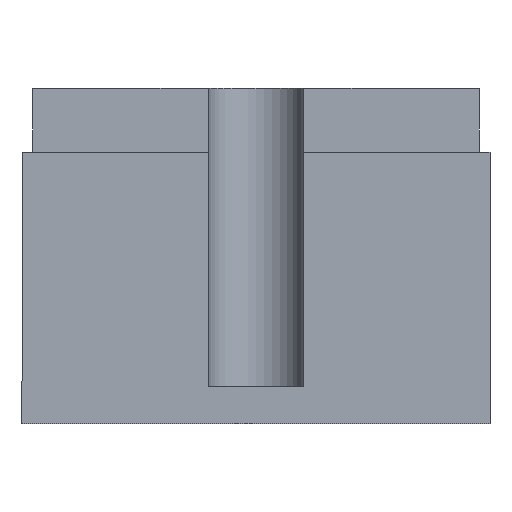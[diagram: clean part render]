
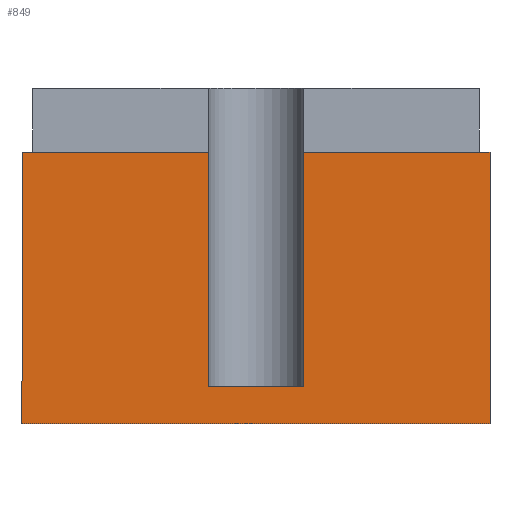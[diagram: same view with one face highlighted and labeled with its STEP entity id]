
A CAD part, front view. The second image highlights one B-rep face of the part: STEP entity #849.
In plain terms, the highlighted planar face has unit normal (0, -1, 0).
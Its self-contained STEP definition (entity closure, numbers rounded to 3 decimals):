
#30 = VECTOR ( 'NONE', #546, 1000. ) ;
#44 = CARTESIAN_POINT ( 'NONE',  ( 22., -28.75, 31.5 ) ) ;
#91 = FACE_OUTER_BOUND ( 'NONE', #383, .T. ) ;
#105 = CARTESIAN_POINT ( 'NONE',  ( -22., -28.75, 31.5 ) ) ;
#122 = VECTOR ( 'NONE', #914, 1000. ) ;
#165 = LINE ( 'NONE', #204, #122 ) ;
#172 = ORIENTED_EDGE ( 'NONE', *, *, #229, .F. ) ;
#182 = LINE ( 'NONE', #1271, #393 ) ;
#204 = CARTESIAN_POINT ( 'NONE',  ( -22., -28.75, 0. ) ) ;
#208 = AXIS2_PLACEMENT_3D ( 'NONE', #473, #1174, #373 ) ;
#229 = EDGE_CURVE ( 'NONE', #1216, #681, #896, .T. ) ;
#240 = VERTEX_POINT ( 'NONE', #724 ) ;
#245 = ORIENTED_EDGE ( 'NONE', *, *, #547, .T. ) ;
#252 = VECTOR ( 'NONE', #360, 1000. ) ;
#260 = CARTESIAN_POINT ( 'NONE',  ( -4.5, -28.75, 25.5 ) ) ;
#264 = EDGE_CURVE ( 'NONE', #240, #315, #182, .T. ) ;
#277 = LINE ( 'NONE', #1250, #788 ) ;
#293 = LINE ( 'NONE', #730, #30 ) ;
#312 = EDGE_CURVE ( 'NONE', #1256, #315, #1096, .T. ) ;
#315 = VERTEX_POINT ( 'NONE', #260 ) ;
#337 = ORIENTED_EDGE ( 'NONE', *, *, #748, .F. ) ;
#341 = DIRECTION ( 'NONE',  ( 1., 0., 0. ) ) ;
#352 = CARTESIAN_POINT ( 'NONE',  ( 4.5, -28.75, 25.5 ) ) ;
#360 = DIRECTION ( 'NONE',  ( 0., 0., 1. ) ) ;
#373 = DIRECTION ( 'NONE',  ( 0., 0., 1. ) ) ;
#383 = EDGE_LOOP ( 'NONE', ( #471, #337, #172, #844, #1230, #606, #245, #561 ) ) ;
#393 = VECTOR ( 'NONE', #666, 1000. ) ;
#400 = CARTESIAN_POINT ( 'NONE',  ( 4.5, -28.75, 3.5 ) ) ;
#410 = LINE ( 'NONE', #44, #821 ) ;
#447 = CARTESIAN_POINT ( 'NONE',  ( 22., -28.75, 25.5 ) ) ;
#471 = ORIENTED_EDGE ( 'NONE', *, *, #683, .F. ) ;
#473 = CARTESIAN_POINT ( 'NONE',  ( -22., -28.75, 31.5 ) ) ;
#476 = PLANE ( 'NONE',  #208 ) ;
#483 = VECTOR ( 'NONE', #1097, 1000. ) ;
#546 = DIRECTION ( 'NONE',  ( 1., 0., 0. ) ) ;
#547 = EDGE_CURVE ( 'NONE', #240, #870, #1139, .T. ) ;
#558 = CARTESIAN_POINT ( 'NONE',  ( 22., -28.75, 0. ) ) ;
#561 = ORIENTED_EDGE ( 'NONE', *, *, #1008, .T. ) ;
#606 = ORIENTED_EDGE ( 'NONE', *, *, #264, .F. ) ;
#666 = DIRECTION ( 'NONE',  ( 1., 0., 0. ) ) ;
#681 = VERTEX_POINT ( 'NONE', #352 ) ;
#683 = EDGE_CURVE ( 'NONE', #1148, #833, #410, .T. ) ;
#724 = CARTESIAN_POINT ( 'NONE',  ( -22., -28.75, 25.5 ) ) ;
#730 = CARTESIAN_POINT ( 'NONE',  ( 0., -28.75, 3.5 ) ) ;
#748 = EDGE_CURVE ( 'NONE', #681, #1148, #277, .T. ) ;
#788 = VECTOR ( 'NONE', #341, 1000. ) ;
#818 = DIRECTION ( 'NONE',  ( 0., 0., 1. ) ) ;
#821 = VECTOR ( 'NONE', #951, 1000. ) ;
#833 = VERTEX_POINT ( 'NONE', #558 ) ;
#844 = ORIENTED_EDGE ( 'NONE', *, *, #1120, .F. ) ;
#849 = ADVANCED_FACE ( 'NONE', ( #91 ), #476, .F. ) ;
#870 = VERTEX_POINT ( 'NONE', #1258 ) ;
#896 = LINE ( 'NONE', #909, #1208 ) ;
#909 = CARTESIAN_POINT ( 'NONE',  ( 4.5, -28.75, 3.5 ) ) ;
#914 = DIRECTION ( 'NONE',  ( 1., 0., 0. ) ) ;
#951 = DIRECTION ( 'NONE',  ( 0., 0., -1. ) ) ;
#1008 = EDGE_CURVE ( 'NONE', #870, #833, #165, .T. ) ;
#1096 = LINE ( 'NONE', #1170, #252 ) ;
#1097 = DIRECTION ( 'NONE',  ( 0., 0., -1. ) ) ;
#1120 = EDGE_CURVE ( 'NONE', #1256, #1216, #293, .T. ) ;
#1139 = LINE ( 'NONE', #105, #483 ) ;
#1148 = VERTEX_POINT ( 'NONE', #447 ) ;
#1170 = CARTESIAN_POINT ( 'NONE',  ( -4.5, -28.75, 3.5 ) ) ;
#1174 = DIRECTION ( 'NONE',  ( 0., 1., 0. ) ) ;
#1187 = CARTESIAN_POINT ( 'NONE',  ( -4.5, -28.75, 3.5 ) ) ;
#1208 = VECTOR ( 'NONE', #818, 1000. ) ;
#1216 = VERTEX_POINT ( 'NONE', #400 ) ;
#1230 = ORIENTED_EDGE ( 'NONE', *, *, #312, .T. ) ;
#1250 = CARTESIAN_POINT ( 'NONE',  ( -22., -28.75, 25.5 ) ) ;
#1256 = VERTEX_POINT ( 'NONE', #1187 ) ;
#1258 = CARTESIAN_POINT ( 'NONE',  ( -22., -28.75, 0. ) ) ;
#1271 = CARTESIAN_POINT ( 'NONE',  ( -22., -28.75, 25.5 ) ) ;
